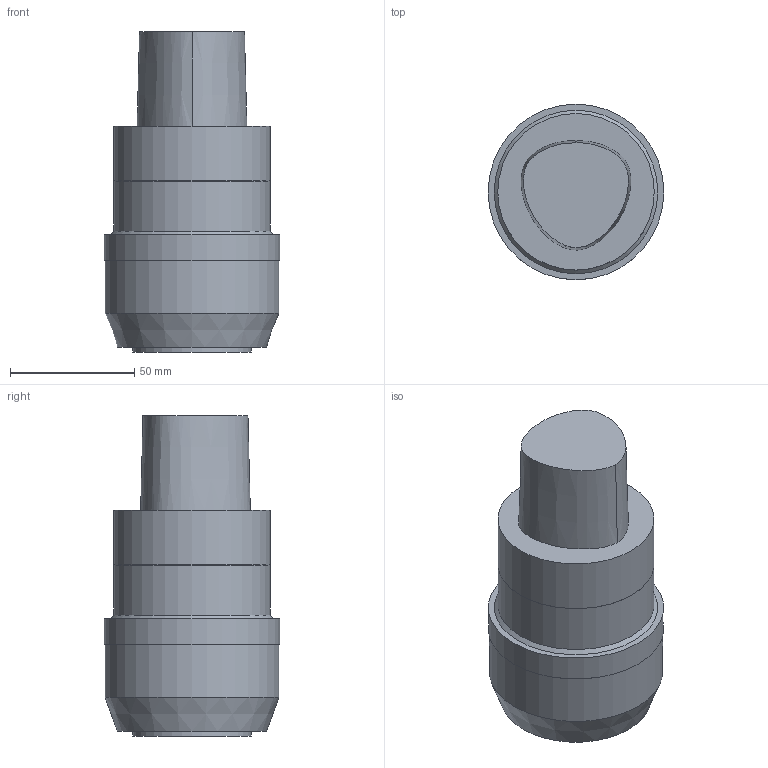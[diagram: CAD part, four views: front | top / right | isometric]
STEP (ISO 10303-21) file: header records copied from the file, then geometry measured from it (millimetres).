
FILE_DESCRIPTION((''),'1');
FILE_NAME('C6-MEGA1.250DS-3.5A.stp','2018-02-01T09:14:46',(''),(''),'Spatial Interop R21 SP3','Kubotek KeyCreator 2011 V10.0.2 (22737)',' ');
FILE_SCHEMA(('automotive_design'));
Length unit declared in the file: millimetre
Products named in the file (1): Unnamed[1]
Bounding box: 70.7 x 70.7 x 128.9 mm (x, y, z)
Volume: 361978.2 mm3; surface area: 30580.2 mm2
Topology: 1 solids, 1 shells, 17 faces, 29 edges, 17 vertices
Faces by surface type: plane 6, cylinder 5, cone 4, bspline 2
Full cylindrical faces by diameter (mm): 47.82 x1, 62.8 x1, 63 x1, 70 x1, 70.7 x1
Entity records: 874 total; most frequent: CARTESIAN_POINT 256, DIRECTION 61, PRESENTATION_STYLE_ASSIGNMENT 56, COLOUR_RGB 56, ORIENTED_EDGE 40, STYLED_ITEM 38, CURVE_STYLE 38, DRAUGHTING_PRE_DEFINED_CURVE_FONT 38
